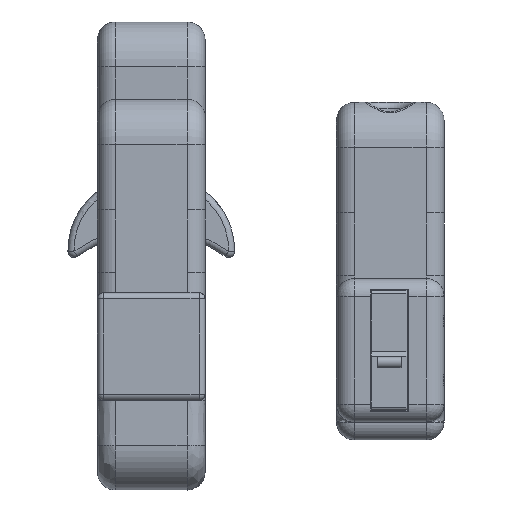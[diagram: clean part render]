
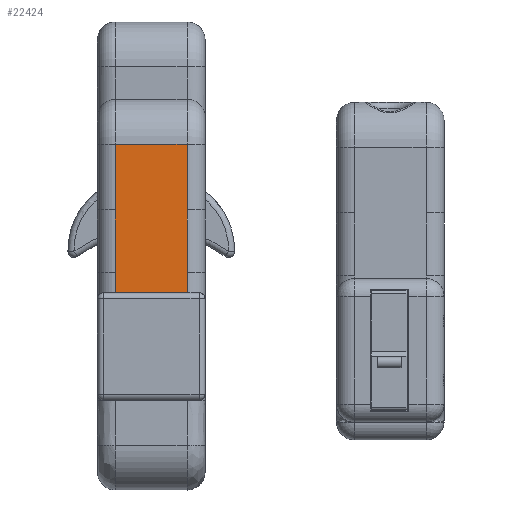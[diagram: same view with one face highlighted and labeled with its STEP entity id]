
A CAD part, front view. The second image highlights one B-rep face of the part: STEP entity #22424.
In plain terms, the highlighted planar face has unit normal (0, -1, 0).
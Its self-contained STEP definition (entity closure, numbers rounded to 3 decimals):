
#84=ELLIPSE('',#23800,4.95,3.5);
#636=PLANE('',#23799);
#1346=LINE('',#30129,#3583);
#1347=LINE('',#30133,#3584);
#1353=LINE('',#30379,#3590);
#1354=LINE('',#30382,#3591);
#1355=LINE('',#30385,#3592);
#1356=LINE('',#30387,#3593);
#1357=LINE('',#30389,#3594);
#1358=LINE('',#30391,#3595);
#1359=LINE('',#30392,#3596);
#3583=VECTOR('',#25099,10.);
#3584=VECTOR('',#25102,10.);
#3590=VECTOR('',#25120,10.);
#3591=VECTOR('',#25123,10.);
#3592=VECTOR('',#25126,10.);
#3593=VECTOR('',#25127,10.);
#3594=VECTOR('',#25128,10.);
#3595=VECTOR('',#25129,10.);
#3596=VECTOR('',#25130,10.);
#5952=FACE_OUTER_BOUND('',#7247,.T.);
#7247=EDGE_LOOP('',(#15670,#15671,#15672,#15673,#15674,#15675,#15676,#15677,
#15678,#15679));
#9882=VERTEX_POINT('',#30126);
#9883=VERTEX_POINT('',#30128);
#9884=VERTEX_POINT('',#30130);
#9885=VERTEX_POINT('',#30132);
#9890=VERTEX_POINT('',#30377);
#9891=VERTEX_POINT('',#30381);
#9892=VERTEX_POINT('',#30384);
#9893=VERTEX_POINT('',#30386);
#9894=VERTEX_POINT('',#30388);
#9895=VERTEX_POINT('',#30390);
#12145=EDGE_CURVE('',#9883,#9882,#1346,.T.);
#12147=EDGE_CURVE('',#9885,#9884,#1347,.T.);
#12164=EDGE_CURVE('',#9890,#9882,#1353,.T.);
#12165=EDGE_CURVE('',#9885,#9891,#1354,.T.);
#12166=EDGE_CURVE('',#9884,#9883,#84,.T.);
#12167=EDGE_CURVE('',#9890,#9892,#1355,.T.);
#12168=EDGE_CURVE('',#9893,#9892,#1356,.T.);
#12169=EDGE_CURVE('',#9894,#9893,#1357,.T.);
#12170=EDGE_CURVE('',#9895,#9894,#1358,.T.);
#12171=EDGE_CURVE('',#9891,#9895,#1359,.T.);
#15670=ORIENTED_EDGE('',*,*,#12165,.F.);
#15671=ORIENTED_EDGE('',*,*,#12147,.T.);
#15672=ORIENTED_EDGE('',*,*,#12166,.T.);
#15673=ORIENTED_EDGE('',*,*,#12145,.T.);
#15674=ORIENTED_EDGE('',*,*,#12164,.F.);
#15675=ORIENTED_EDGE('',*,*,#12167,.T.);
#15676=ORIENTED_EDGE('',*,*,#12168,.F.);
#15677=ORIENTED_EDGE('',*,*,#12169,.F.);
#15678=ORIENTED_EDGE('',*,*,#12170,.F.);
#15679=ORIENTED_EDGE('',*,*,#12171,.F.);
#22424=ADVANCED_FACE('',(#5952),#636,.T.);
#23799=AXIS2_PLACEMENT_3D('',#30380,#25121,#25122);
#23800=AXIS2_PLACEMENT_3D('',#30383,#25124,#25125);
#25099=DIRECTION('',(1.,0.,0.));
#25102=DIRECTION('',(1.,0.,0.));
#25120=DIRECTION('',(0.,0.,-1.));
#25121=DIRECTION('center_axis',(0.,-1.,0.));
#25122=DIRECTION('ref_axis',(0.,0.,
-1.));
#25123=DIRECTION('',(0.,0.,1.));
#25124=DIRECTION('center_axis',(0.,1.,0.));
#25125=DIRECTION('ref_axis',(0.,0.,
-1.));
#25126=DIRECTION('',(0.,0.,1.));
#25127=DIRECTION('',(0.,0.,-1.));
#25128=DIRECTION('',(1.,0.,0.));
#25129=DIRECTION('',(0.,0.,1.));
#25130=DIRECTION('',(0.,0.,1.));
#30126=CARTESIAN_POINT('',(6.,-62.5,-17.375));
#30128=CARTESIAN_POINT('',(3.5,-62.5,-17.375));
#30129=CARTESIAN_POINT('',(7.5,-62.5,-17.375));
#30130=CARTESIAN_POINT('',(-3.5,-62.5,-17.375));
#30132=CARTESIAN_POINT('',(-6.,-62.5,-17.375));
#30133=CARTESIAN_POINT('',(7.5,-62.5,-17.375));
#30377=CARTESIAN_POINT('',(6.,-62.5,4.));
#30379=CARTESIAN_POINT('',(6.,-62.5,3.));
#30380=CARTESIAN_POINT('Origin',(0.,-62.5,1.5));
#30381=CARTESIAN_POINT('',(-6.,-62.5,4.));
#30382=CARTESIAN_POINT('',(-6.,-62.5,-1.719));
#30383=CARTESIAN_POINT('Origin',(0.,-62.5,-17.375));
#30384=CARTESIAN_POINT('',(6.,-62.5,14.5));
#30385=CARTESIAN_POINT('',(6.,-62.5,4.));
#30386=CARTESIAN_POINT('',(6.,-62.5,25.5));
#30387=CARTESIAN_POINT('',(6.,-62.5,13.5));
#30388=CARTESIAN_POINT('',(-6.,-62.5,25.5));
#30389=CARTESIAN_POINT('',(7.5,-62.5,25.5));
#30390=CARTESIAN_POINT('',(-6.,-62.5,14.5));
#30391=CARTESIAN_POINT('',(-6.,-62.5,8.781));
#30392=CARTESIAN_POINT('',(-6.,-62.5,4.));
